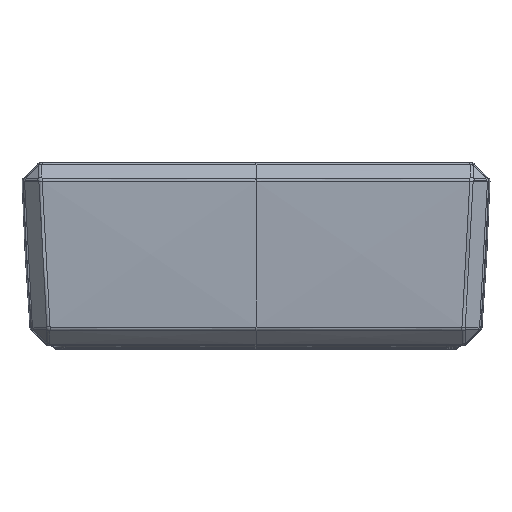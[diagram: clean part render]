
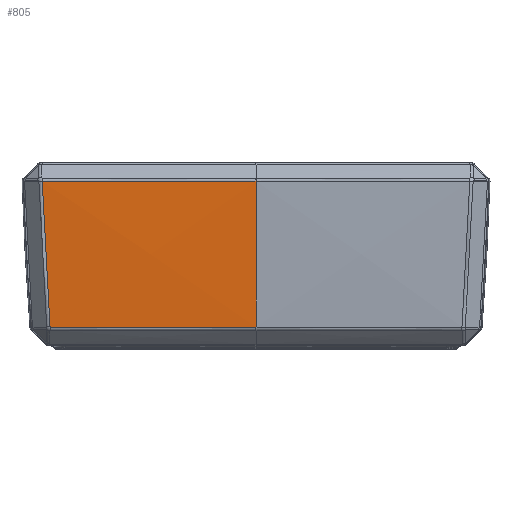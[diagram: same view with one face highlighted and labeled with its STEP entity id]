
A CAD part, left-side view. The second image highlights one B-rep face of the part: STEP entity #805.
In plain terms, the highlighted free-form (B-spline) face has degree [2, 2] with [3, 3] control points.
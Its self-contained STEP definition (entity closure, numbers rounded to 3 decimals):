
#149=(
BOUNDED_CURVE()
B_SPLINE_CURVE(2,(#26771,#26772,#26773),.UNSPECIFIED.,.F.,.F.)
B_SPLINE_CURVE_WITH_KNOTS((3,3),(0.,1.),.UNSPECIFIED.)
CURVE()
GEOMETRIC_REPRESENTATION_ITEM()
RATIONAL_B_SPLINE_CURVE((1.,1.,1.))
REPRESENTATION_ITEM('')
);
#805=ADVANCED_FACE('',(#1498),#1124,.F.);
#1124=(
BOUNDED_SURFACE()
B_SPLINE_SURFACE(2,2,((#31173,#31174,#31175),(#31176,#31177,#31178),(#31179,
#31180,#31181)),.UNSPECIFIED.,.F.,.F.,.F.)
B_SPLINE_SURFACE_WITH_KNOTS((3,3),(3,3),(0.,1.),(0.,1.),.UNSPECIFIED.)
GEOMETRIC_REPRESENTATION_ITEM()
RATIONAL_B_SPLINE_SURFACE(((1.,1.,1.),(1.,
0.999,1.),(1.,1.,1.)))
REPRESENTATION_ITEM('')
SURFACE()
);
#1498=FACE_OUTER_BOUND('',#1920,.T.);
#1920=EDGE_LOOP('',(#4132,#4133,#4134,#4135,#4136));
#2397=B_SPLINE_CURVE_WITH_KNOTS('',3,(#26681,#26682,#26683,#26684,#26685,
#26686,#26687,#26688),.UNSPECIFIED.,.F.,.F.,(4,1,1,1,1,4),(0.,0.167,
0.333,0.5,0.636,1.),.UNSPECIFIED.);
#2408=B_SPLINE_CURVE_WITH_KNOTS('',3,(#26810,#26811,#26812,#26813),
 .UNSPECIFIED.,.F.,.F.,(4,4),(0.,1.),.UNSPECIFIED.);
#2460=B_SPLINE_CURVE_WITH_KNOTS('',3,(#31157,#31158,#31159,#31160),
 .UNSPECIFIED.,.F.,.F.,(4,4),(0.,1.),.UNSPECIFIED.);
#2461=B_SPLINE_CURVE_WITH_KNOTS('',3,(#31162,#31163,#31164,#31165,#31166,
#31167,#31168,#31169,#31170,#31171,#31172),.UNSPECIFIED.,.F.,.F.,(4,2,1,
2,2,4),(0.,0.25,0.375,0.438,0.5,
1.),.UNSPECIFIED.);
#4132=ORIENTED_EDGE('',*,*,#6110,.T.);
#4133=ORIENTED_EDGE('',*,*,#6126,.T.);
#4134=ORIENTED_EDGE('',*,*,#6205,.F.);
#4135=ORIENTED_EDGE('',*,*,#6206,.F.);
#4136=ORIENTED_EDGE('',*,*,#6119,.T.);
#5167=VERTEX_POINT('',#15511);
#5212=VERTEX_POINT('',#26680);
#5218=VERTEX_POINT('',#26770);
#5224=VERTEX_POINT('',#26809);
#5271=VERTEX_POINT('',#31161);
#6110=EDGE_CURVE('',#5167,#5212,#2397,.T.);
#6119=EDGE_CURVE('',#5218,#5167,#149,.T.);
#6126=EDGE_CURVE('',#5212,#5224,#2408,.T.);
#6205=EDGE_CURVE('',#5271,#5224,#2460,.T.);
#6206=EDGE_CURVE('',#5218,#5271,#2461,.T.);
#15511=CARTESIAN_POINT('',(-324.121,177.361,-15.5));
#26680=CARTESIAN_POINT('',(-317.636,170.895,-136.238));
#26681=CARTESIAN_POINT('',(-324.121,177.361,-15.5));
#26682=CARTESIAN_POINT('',(-323.942,177.175,-22.221));
#26683=CARTESIAN_POINT('',(-323.584,176.802,-35.666));
#26684=CARTESIAN_POINT('',(-322.793,176.009,-55.823));
#26685=CARTESIAN_POINT('',(-321.872,175.128,-74.712));
#26686=CARTESIAN_POINT('',(-320.337,173.561,-101.541));
#26687=CARTESIAN_POINT('',(-318.775,172.019,-121.609));
#26688=CARTESIAN_POINT('',(-317.636,170.895,-136.238));
#26770=CARTESIAN_POINT('',(-324.965,0.,-15.5));
#26771=CARTESIAN_POINT('',(-324.965,0.,-15.5));
#26772=CARTESIAN_POINT('',(-324.965,88.686,-15.5));
#26773=CARTESIAN_POINT('',(-324.121,177.361,-15.5));
#26809=CARTESIAN_POINT('',(-317.614,170.651,-136.524));
#26810=CARTESIAN_POINT('',(-317.636,170.895,-136.238));
#26811=CARTESIAN_POINT('',(-317.625,170.885,-136.366));
#26812=CARTESIAN_POINT('',(-317.613,170.772,-136.522));
#26813=CARTESIAN_POINT('',(-317.614,170.651,-136.524));
#31157=CARTESIAN_POINT('',(-318.405,0.,-136.526));
#31158=CARTESIAN_POINT('',(-318.41,56.884,-136.526));
#31159=CARTESIAN_POINT('',(-318.151,113.768,-136.526));
#31160=CARTESIAN_POINT('',(-317.614,170.651,-136.524));
#31161=CARTESIAN_POINT('',(-318.405,0.,-136.526));
#31162=CARTESIAN_POINT('',(-324.965,0.,-15.5));
#31163=CARTESIAN_POINT('',(-324.722,0.,-25.656));
#31164=CARTESIAN_POINT('',(-324.402,0.,-35.781));
#31165=CARTESIAN_POINT('',(-323.81,0.,-50.919));
#31166=CARTESIAN_POINT('',(-323.486,0.,-58.475));
#31167=CARTESIAN_POINT('',(-323.121,0.,-66.013));
#31168=CARTESIAN_POINT('',(-322.867,0.,-71.034));
#31169=CARTESIAN_POINT('',(-322.738,0.,-73.5));
#31170=CARTESIAN_POINT('',(-321.495,0.,-96.436));
#31171=CARTESIAN_POINT('',(-320.09,0.,-116.6));
#31172=CARTESIAN_POINT('',(-318.405,0.,-136.526));
#31173=CARTESIAN_POINT('',(-317.333,186.456,-137.98));
#31174=CARTESIAN_POINT('',(-319.264,0.,-137.98));
#31175=CARTESIAN_POINT('',(-317.265,-193.08,-137.98));
#31176=CARTESIAN_POINT('',(-322.572,191.716,-76.095));
#31177=CARTESIAN_POINT('',(-324.557,0.,-76.095));
#31178=CARTESIAN_POINT('',(-322.557,-193.135,-76.095));
#31179=CARTESIAN_POINT('',(-324.,193.15,-14.));
#31180=CARTESIAN_POINT('',(-326.,0.,-14.));
#31181=CARTESIAN_POINT('',(-324.,-193.15,-14.));
